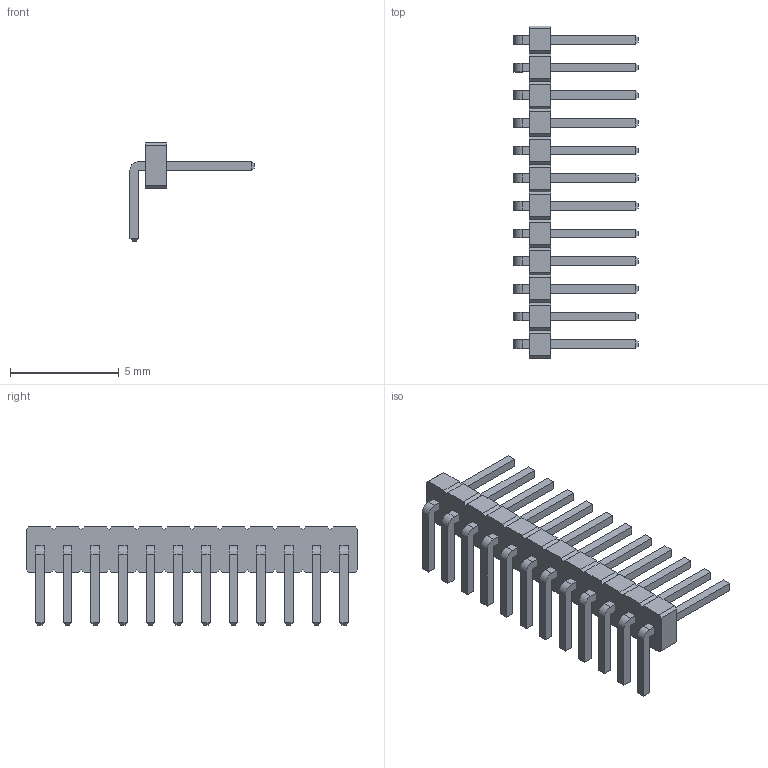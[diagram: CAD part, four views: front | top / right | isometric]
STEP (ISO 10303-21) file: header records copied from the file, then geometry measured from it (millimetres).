
FILE_DESCRIPTION(/* description */ ('model of PinHeader_1x12_P1.27mm_Horizontal'),/* implementation_level */ '2;1');
FILE_NAME(/* name */ 'PinHeader_1x12_P1.27mm_Horizontal.step',/* time_stamp */ '2018-01-24T13:43:12',/* author */ ('kicad StepUp','ksu'),/* organization */ ('FreeCAD'),/* preprocessor_version */ 'OCC',/* originating_system */ 'kicad StepUp',/* authorisation */ '');
FILE_SCHEMA(('AUTOMOTIVE_DESIGN { 1 0 10303 214 1 1 1 1 }'));
Length unit declared in the file: millimetre
Products named in the file (2): PinHeader_1x12_P127mm_Horizontal; Shape0_321520200428
Bounding box: 5.7 x 15.24 x 4.5 mm (x, y, z)
Volume: 48.5 mm3; surface area: 271.3 mm2
Topology: 13 solids, 13 shells, 280 faces, 666 edges, 412 vertices
Faces by surface type: plane 268, cylinder 12
Entity records: 5080 total; most frequent: ORIENTED_EDGE 1006, CARTESIAN_POINT 778, EDGE_CURVE 666, LINE 642, VERTEX_POINT 412, AXIS2_PLACEMENT_3D 305, ADVANCED_FACE 280, FACE_BOUND 280
